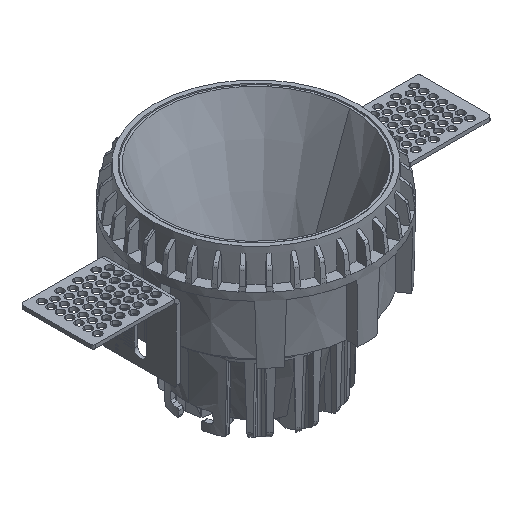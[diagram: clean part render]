
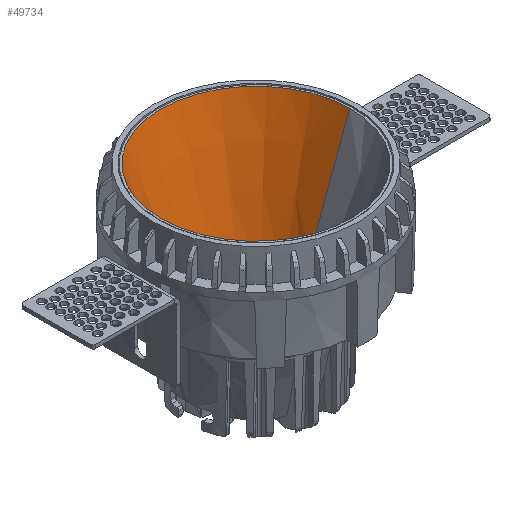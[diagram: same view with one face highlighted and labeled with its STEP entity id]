
A CAD part, isometric view. The second image highlights one B-rep face of the part: STEP entity #49734.
In plain terms, the highlighted conical face has half-angle 20.598 degrees and reference radius 23 mm.
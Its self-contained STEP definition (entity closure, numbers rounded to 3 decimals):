
#4927 = CARTESIAN_POINT ( 'NONE',  ( 0., 44.7, 0. ) ) ;
#19778 = LINE ( 'NONE', #51507, #196525 ) ;
#23287 = DIRECTION ( 'NONE',  ( 0., 0., 1. ) ) ;
#38072 = ORIENTED_EDGE ( 'NONE', *, *, #53601, .F. ) ;
#39630 = CARTESIAN_POINT ( 'NONE',  ( 0., 44.7, -23. ) ) ;
#39908 = CARTESIAN_POINT ( 'NONE',  ( 0., 0., 0. ) ) ;
#49734 = ADVANCED_FACE ( 'NONE', ( #204309 ), #192870, .F. ) ;
#51507 = CARTESIAN_POINT ( 'NONE',  ( 0., 44.7, -23. ) ) ;
#53601 = EDGE_CURVE ( 'NONE', #108149, #154366, #161086, .T. ) ;
#58206 = DIRECTION ( 'NONE',  ( 0., 0., 1. ) ) ;
#74049 = ORIENTED_EDGE ( 'NONE', *, *, #174449, .T. ) ;
#74785 = CARTESIAN_POINT ( 'NONE',  ( 0., 44.7, 23. ) ) ;
#77831 = EDGE_CURVE ( 'NONE', #154366, #212069, #176092, .T. ) ;
#80240 = EDGE_CURVE ( 'NONE', #108149, #175635, #230023, .T. ) ;
#93115 = DIRECTION ( 'NONE',  ( 0., -0.936, 0.352 ) ) ;
#97884 = CARTESIAN_POINT ( 'NONE',  ( 0., 44.7, 0. ) ) ;
#108149 = VERTEX_POINT ( 'NONE', #191141 ) ;
#116338 = ORIENTED_EDGE ( 'NONE', *, *, #77831, .F. ) ;
#119384 = CARTESIAN_POINT ( 'NONE',  ( 0., 0., 39.8 ) ) ;
#129782 = ORIENTED_EDGE ( 'NONE', *, *, #80240, .T. ) ;
#132469 = DIRECTION ( 'NONE',  ( 0., 1., 0. ) ) ;
#144766 = CARTESIAN_POINT ( 'NONE',  ( 0., 0., -39.8 ) ) ;
#154366 = VERTEX_POINT ( 'NONE', #119384 ) ;
#158572 = AXIS2_PLACEMENT_3D ( 'NONE', #4927, #132469, #23287 ) ;
#160716 = DIRECTION ( 'NONE',  ( 0., -0.936, -0.352 ) ) ;
#161086 = LINE ( 'NONE', #74785, #172554 ) ;
#167334 = EDGE_LOOP ( 'NONE', ( #38072, #129782, #74049, #116338 ) ) ;
#167430 = DIRECTION ( 'NONE',  ( 0., 1., 0. ) ) ;
#172554 = VECTOR ( 'NONE', #93115, 1000. ) ;
#174449 = EDGE_CURVE ( 'NONE', #175635, #212069, #19778, .T. ) ;
#175635 = VERTEX_POINT ( 'NONE', #39630 ) ;
#176092 = CIRCLE ( 'NONE', #208807, 39.8 ) ;
#187115 = DIRECTION ( 'NONE',  ( 0., -1., 0. ) ) ;
#190733 = AXIS2_PLACEMENT_3D ( 'NONE', #97884, #187115, #205749 ) ;
#191141 = CARTESIAN_POINT ( 'NONE',  ( 0., 44.7, 23. ) ) ;
#192870 = CONICAL_SURFACE ( 'NONE', #190733, 23., 0.36 ) ;
#196525 = VECTOR ( 'NONE', #160716, 1000. ) ;
#204309 = FACE_OUTER_BOUND ( 'NONE', #167334, .T. ) ;
#205749 = DIRECTION ( 'NONE',  ( 0., 0., -1. ) ) ;
#208807 = AXIS2_PLACEMENT_3D ( 'NONE', #39908, #167430, #58206 ) ;
#212069 = VERTEX_POINT ( 'NONE', #144766 ) ;
#230023 = CIRCLE ( 'NONE', #158572, 23. ) ;
